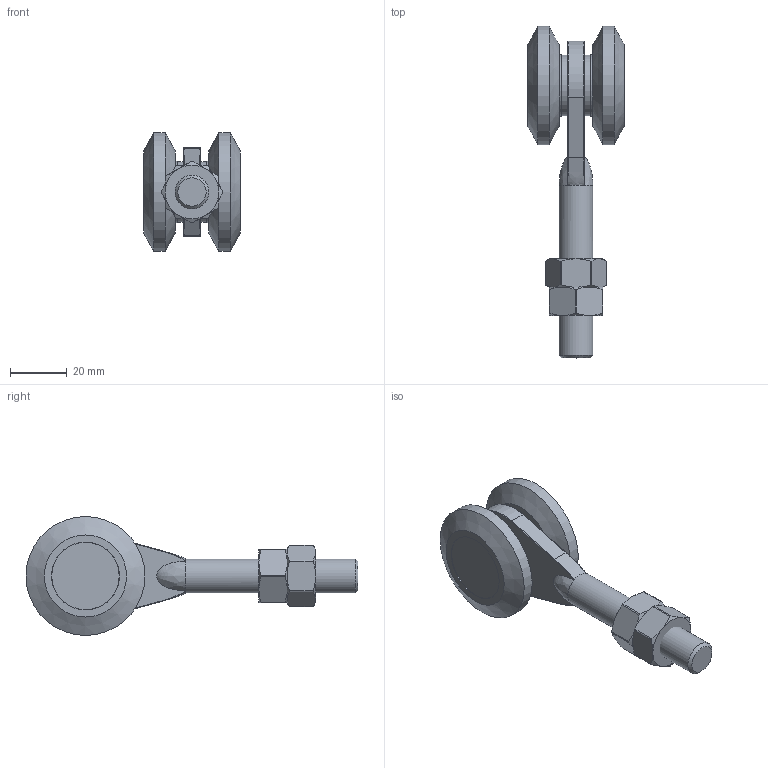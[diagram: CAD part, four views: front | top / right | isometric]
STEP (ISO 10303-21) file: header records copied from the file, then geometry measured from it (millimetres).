
FILE_DESCRIPTION (( 'STEP AP203' ), '1' );
FILE_NAME ('330-ST-M.step', '2022-09-01T13:28:48', ( '' ), ( '' ), 'SwSTEP 2.0', 'SolidWorks 2018', '' );
FILE_SCHEMA (( 'CONFIG_CONTROL_DESIGN' ));
Length unit declared in the file: millimetre
Products named in the file (3): DIN 934 M4-M20_DIN 934 M12; 330-X-X Konfig_330-ST-M Teil1; 330-ST-M
Assembly tree (3 placements, depth 2):
  330-ST-M
    330-X-X Konfig_330-ST-M Teil1
    DIN 934 M4-M20_DIN 934 M12  x2
Bounding box: 34 x 117.25 x 42 mm (x, y, z)
Volume: 45792.4 mm3; surface area: 19764.1 mm2
Topology: 7 solids, 7 shells, 370 faces, 940 edges, 613 vertices
Faces by surface type: plane 171, bspline 128, cylinder 36, cone 33, torus 2
Full cylindrical faces by diameter (mm): 10.2 x2, 12 x1, 12.1 x2, 12.2 x4, 21.5 x2, 21.7 x2, 23.8 x2, 24 x2, 42 x2
Entity records: 16914 total; most frequent: CARTESIAN_POINT 9332, ORIENTED_EDGE 1694, DIRECTION 1043, EDGE_CURVE 847, VERTEX_POINT 572, VECTOR 481, LINE 481, EDGE_LOOP 405
